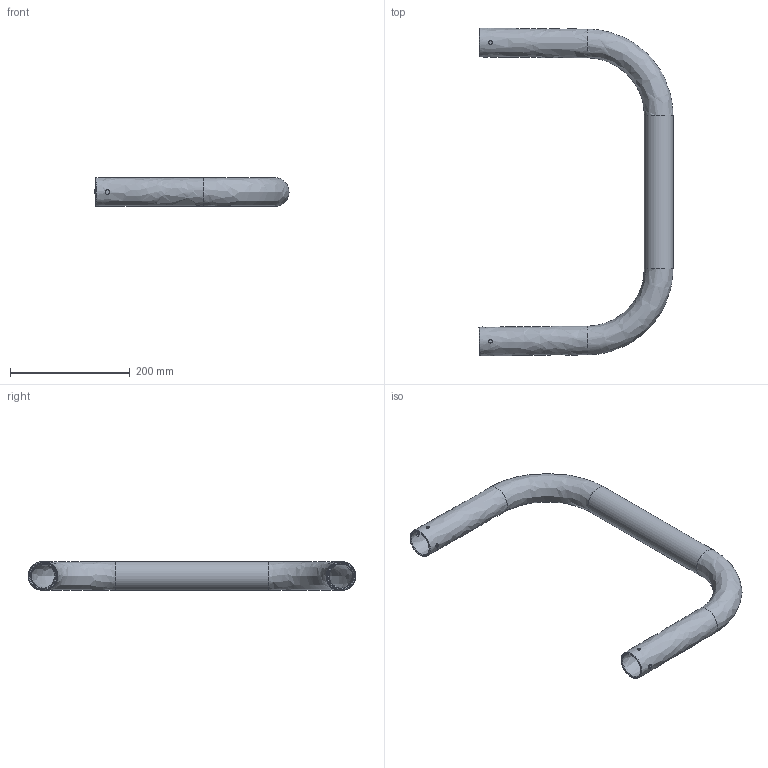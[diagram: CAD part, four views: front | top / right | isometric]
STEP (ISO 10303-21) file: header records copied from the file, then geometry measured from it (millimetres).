
FILE_DESCRIPTION (( 'STEP AP214' ), '1' );
FILE_NAME ('57030105.STEP', '2017-11-27T13:12:56', ( 'admin' ), ( 'Hewlett-Packard Company' ), 'SwSTEP 2.0', 'SolidWorks 2017', '' );
FILE_SCHEMA (( 'AUTOMOTIVE_DESIGN' ));
Length unit declared in the file: millimetre
Products named in the file (1): 57030105
Bounding box: 324.55 x 548.15 x 48.3 mm (x, y, z)
Volume: 453430 mm3; surface area: 282746.2 mm2
Topology: 1 solids, 1 shells, 21 faces, 51 edges, 32 vertices
Faces by surface type: bspline 14, cylinder 5, plane 2
Full cylindrical faces by diameter (mm): 6 x4, 8 x1
Entity records: 2259 total; most frequent: CARTESIAN_POINT 1911, EDGE_LOOP 52, ORIENTED_EDGE 52, FACE_OUTER_BOUND 40, DIRECTION 32, EDGE_CURVE 26, VERTEX_POINT 26, ADVANCED_FACE 21
